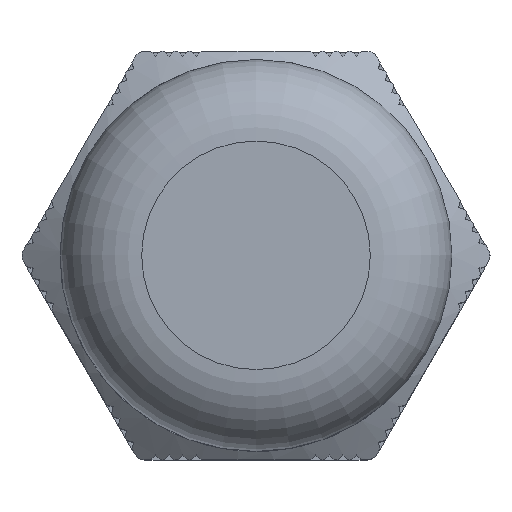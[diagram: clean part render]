
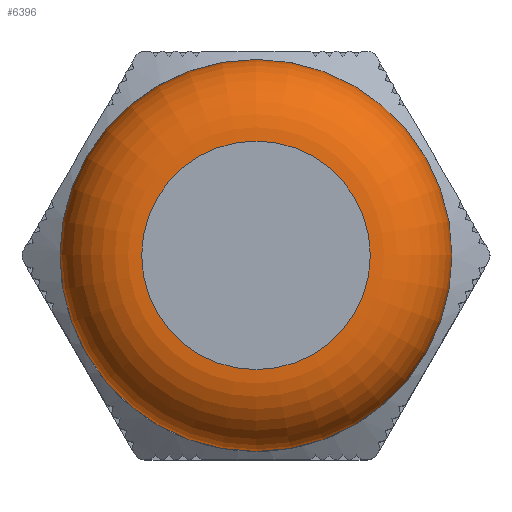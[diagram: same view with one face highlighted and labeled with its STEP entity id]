
A CAD part, top view. The second image highlights one B-rep face of the part: STEP entity #6396.
In plain terms, the highlighted toroidal (fillet/blend) face has major radius 4.2 mm and minor radius 3 mm.
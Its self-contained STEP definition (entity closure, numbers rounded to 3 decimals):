
#1402=CARTESIAN_POINT('',(4.2,0.,31.919));
#1403=VERTEX_POINT('',#1402);
#1404=CARTESIAN_POINT('',(0.,0.,31.919));
#1405=DIRECTION('',(0.0,0.0,-1.0));
#1406=DIRECTION('',(-1.0,0.0,0.0));
#1407=AXIS2_PLACEMENT_3D('',#1404,#1405,#1406);
#1408=CIRCLE('',#1407,4.2);
#1409=EDGE_CURVE('',#1403,#1403,#1408,.T.);
#6377=CARTESIAN_POINT('',(0.,0.,28.919));
#6378=DIRECTION('',(0.,0.,-1.0));
#6379=DIRECTION('',(-1.0,0.0,0.0));
#6380=AXIS2_PLACEMENT_3D('',#6377,#6378,#6379);
#6381=TOROIDAL_SURFACE('',#6380,4.2,3.0);
#6382=ORIENTED_EDGE('',*,*,#1409,.T.);
#6383=EDGE_LOOP('',(#6382));
#6384=FACE_OUTER_BOUND('',#6383,.T.);
#6385=CARTESIAN_POINT('',(7.2,0.,28.919));
#6386=VERTEX_POINT('',#6385);
#6387=CARTESIAN_POINT('',(0.,0.,28.919));
#6388=DIRECTION('',(0.0,0.0,1.0));
#6389=DIRECTION('',(-1.0,0.0,0.0));
#6390=AXIS2_PLACEMENT_3D('',#6387,#6388,#6389);
#6391=CIRCLE('',#6390,7.2);
#6392=EDGE_CURVE('',#6386,#6386,#6391,.T.);
#6393=ORIENTED_EDGE('',*,*,#6392,.T.);
#6394=EDGE_LOOP('',(#6393));
#6395=FACE_BOUND('',#6394,.T.);
#6396=ADVANCED_FACE('',(#6384,#6395),#6381,.T.);
